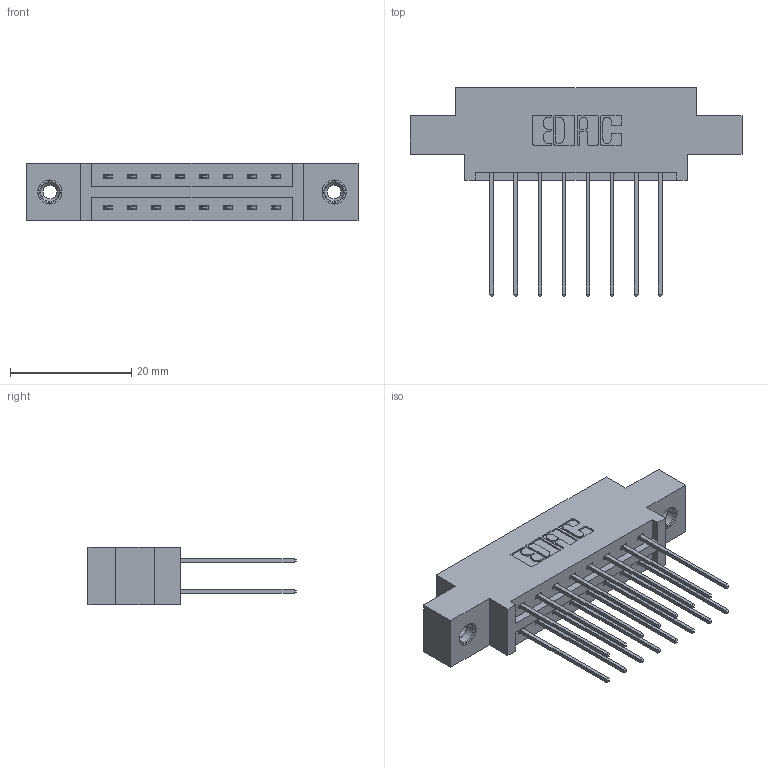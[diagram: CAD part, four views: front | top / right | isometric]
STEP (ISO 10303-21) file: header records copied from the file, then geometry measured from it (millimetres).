
FILE_DESCRIPTION (( 'STEP AP203' ), '1' );
FILE_NAME ('337-016-541-808.STEP', '2018-08-04T19:33:25', ( '' ), ( '' ), 'SwSTEP 2.0', 'SolidWorks 2016', '' );
FILE_SCHEMA (( 'CONFIG_CONTROL_DESIGN' ));
Length unit declared in the file: inch
Products named in the file (4): 345-250-001_345-250-003-102; 337-016-541-808; 337 Part_0.170 Offset - 0.156 Dia-TI; 345-292-001_345-293-141
Assembly tree (19 placements, depth 2):
  337-016-541-808
    337 Part_0.170 Offset - 0.156 Dia-TI
    345-292-001_345-293-141  x16
    345-250-001_345-250-003-102  x2
Bounding box: 54.71 x 34.3 x 9.4 mm (x, y, z)
Volume: 5281.1 mm3; surface area: 6232.6 mm2
Topology: 19 solids, 19 shells, 1042 faces, 3035 edges, 1994 vertices
Faces by surface type: plane 714, cylinder 312, cone 12, torus 4
Entity records: 11936 total; most frequent: CARTESIAN_POINT 2021, ORIENTED_EDGE 1950, DIRECTION 1813, EDGE_CURVE 975, LINE 827, VECTOR 827, VERTEX_POINT 644, AXIS2_PLACEMENT_3D 493
